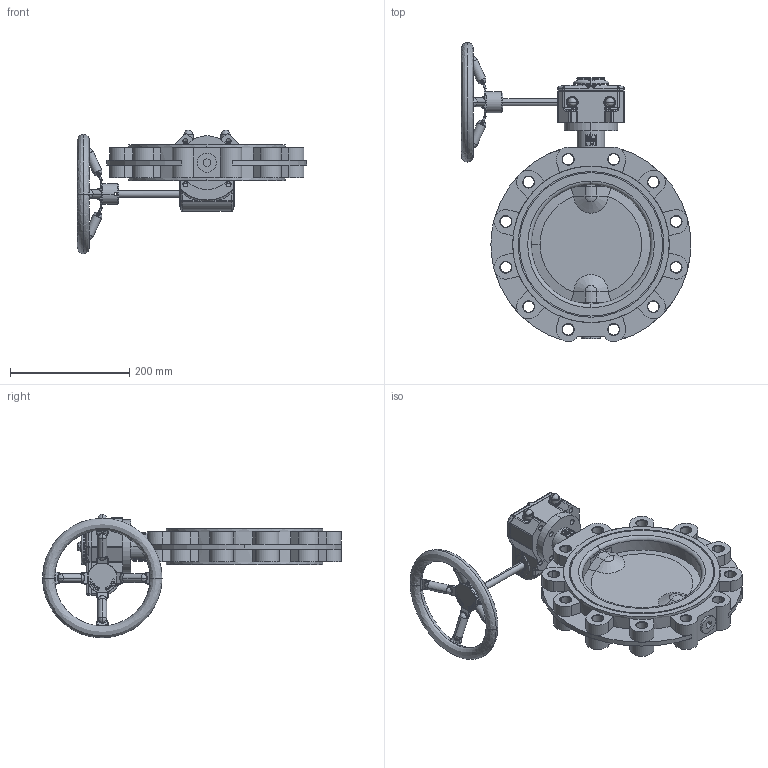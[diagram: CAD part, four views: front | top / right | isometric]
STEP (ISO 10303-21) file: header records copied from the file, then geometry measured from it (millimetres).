
FILE_DESCRIPTION (( 'STEP AP214' ), '1' );
FILE_NAME ('EVTLS DN200 PN16 - Q400-W200.STEP', '2020-03-10T10:28:02', ( 'Administrator' ), ( 'EuroValve' ), 'SwSTEP 2.0', 'SolidWorks 2015', '' );
FILE_SCHEMA (( 'AUTOMOTIVE_DESIGN' ));
Length unit declared in the file: millimetre
Products named in the file (5): Q400-W200; EVTLS DN200 PN16 - Q400-W200; W-200-12; EVTLS DN50-350_DN 200 PN16; Q-400-S
Assembly tree (4 placements, depth 3):
  EVTLS DN200 PN16 - Q400-W200
    EVTLS DN50-350_DN 200 PN16
    Q400-W200
      Q-400-S
      W-200-12
Bounding box: 383.86 x 500.4 x 206.82 mm (x, y, z)
Volume: 3578889 mm3; surface area: 495889.7 mm2
Topology: 3 solids, 3 shells, 1893 faces, 4983 edges, 3121 vertices
Faces by surface type: plane 792, bspline 645, cylinder 367, cone 81, torus 4, sphere 4
Entity records: 93833 total; most frequent: CARTESIAN_POINT 40626, ORIENTED_EDGE 9778, DIRECTION 7465, EDGE_CURVE 4889, VERTEX_POINT 3119, AXIS2_PLACEMENT_3D 2523, VECTOR 2419, LINE 2419
